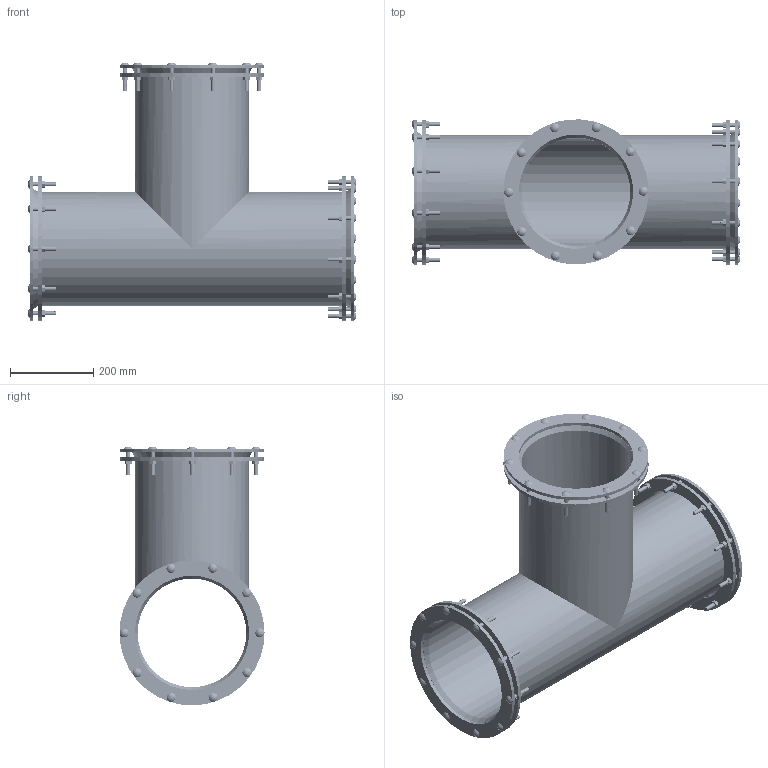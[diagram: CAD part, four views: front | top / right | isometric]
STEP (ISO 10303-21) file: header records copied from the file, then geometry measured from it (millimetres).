
FILE_DESCRIPTION (( 'STEP AP214' ), '1' );
FILE_NAME ('1060-10I.STEP', '2021-02-12T20:41:19', ( '' ), ( '' ), 'SwSTEP 2.0', 'SolidWorks 2021', '' );
FILE_SCHEMA (( 'AUTOMOTIVE_DESIGN' ));
Length unit declared in the file: inch
Products named in the file (6): 1060_1060-10I; 36306; Coupler Rings_1033-IW1000; 1060-10I; 21867; Coupler Rings_1031-IL1000
Assembly tree (67 placements, depth 2):
  1060-10I
    1060_1060-10I
    Coupler Rings_1031-IL1000  x3
    Coupler Rings_1033-IW1000  x3
    21867  x30
    36306  x30
Bounding box: 788.44 x 347.66 x 620.37 mm (x, y, z)
Volume: 7404690.6 mm3; surface area: 2456620.6 mm2
Topology: 97 solids, 97 shells, 4559 faces, 11376 edges, 7070 vertices
Faces by surface type: cylinder 2372, cone 972, plane 885, sphere 240, bspline 90
Entity records: 16402 total; most frequent: CARTESIAN_POINT 9708, ORIENTED_EDGE 1338, DIRECTION 1236, EDGE_CURVE 669, VERTEX_POINT 425, AXIS2_PLACEMENT_3D 423, VECTOR 390, LINE 390
